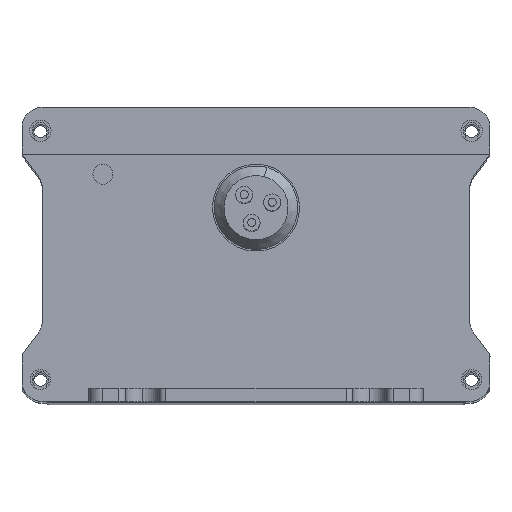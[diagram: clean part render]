
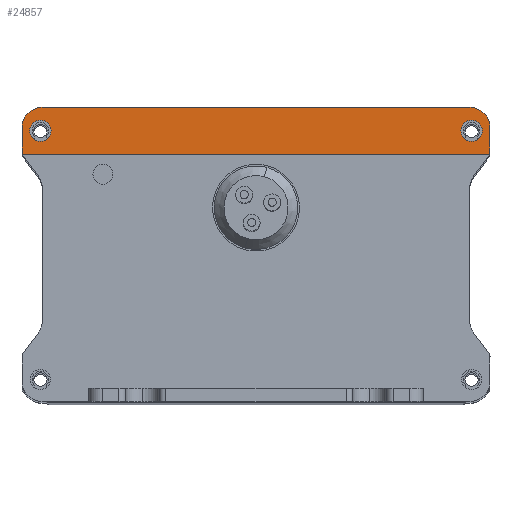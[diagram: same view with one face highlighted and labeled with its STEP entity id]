
A CAD part, top view. The second image highlights one B-rep face of the part: STEP entity #24857.
In plain terms, the highlighted planar face has unit normal (0, 0, 1).
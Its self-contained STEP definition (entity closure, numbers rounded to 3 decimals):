
#10739 = CARTESIAN_POINT ( 'NONE',  ( -33.85, 40.5, 2.5 ) ) ;
#10755 = CIRCLE ( 'NONE', #10974, 3. ) ;
#10853 = CARTESIAN_POINT ( 'NONE',  ( 30.65, 40.5, 2.5 ) ) ;
#10856 = DIRECTION ( 'NONE',  ( -1., 0., 0. ) ) ;
#10857 = DIRECTION ( 'NONE',  ( 0., 0., -1. ) ) ;
#10858 = CARTESIAN_POINT ( 'NONE',  ( 32.25, 40.5, 2.5 ) ) ;
#10859 = AXIS2_PLACEMENT_3D ( 'NONE', #10858, #10857, #10856 ) ;
#10860 = CIRCLE ( 'NONE', #10859, 1.6 ) ;
#10865 = DIRECTION ( 'NONE',  ( 1., 0., 0. ) ) ;
#10866 = DIRECTION ( 'NONE',  ( 0., 0., 1. ) ) ;
#10867 = CARTESIAN_POINT ( 'NONE',  ( -32.25, 40.5, 2.5 ) ) ;
#10868 = AXIS2_PLACEMENT_3D ( 'NONE', #10867, #10866, #10865 ) ;
#10869 = CIRCLE ( 'NONE', #10868, 1.6 ) ;
#10887 = CARTESIAN_POINT ( 'NONE',  ( 33.85, 40.5, 2.5 ) ) ;
#10919 = CARTESIAN_POINT ( 'NONE',  ( -30.65, 40.5, 2.5 ) ) ;
#10974 = AXIS2_PLACEMENT_3D ( 'NONE', #10982, #10990, #11435 ) ;
#10982 = CARTESIAN_POINT ( 'NONE',  ( 32., 41., 2.5 ) ) ;
#10990 = DIRECTION ( 'NONE',  ( 0., 0., 1. ) ) ;
#11404 = CIRCLE ( 'NONE', #11409, 3. ) ;
#11409 = AXIS2_PLACEMENT_3D ( 'NONE', #11443, #11432, #11431 ) ;
#11431 = DIRECTION ( 'NONE',  ( 1., 0., 0. ) ) ;
#11432 = DIRECTION ( 'NONE',  ( 0., 0., 1. ) ) ;
#11435 = DIRECTION ( 'NONE',  ( 1., 0., 0. ) ) ;
#11436 = DIRECTION ( 'NONE',  ( 0., 1., 0. ) ) ;
#11437 = VECTOR ( 'NONE', #11436, 1000. ) ;
#11438 = CARTESIAN_POINT ( 'NONE',  ( 35., 37., 2.5 ) ) ;
#11443 = CARTESIAN_POINT ( 'NONE',  ( -32., 41., 2.5 ) ) ;
#11447 = LINE ( 'NONE', #11438, #11437 ) ;
#11463 = LINE ( 'NONE', #11514, #11513 ) ;
#11481 = CARTESIAN_POINT ( 'NONE',  ( 35., 41., 2.5 ) ) ;
#11482 = CARTESIAN_POINT ( 'NONE',  ( -32., 44., 2.5 ) ) ;
#11485 = CIRCLE ( 'NONE', #11510, 1.6 ) ;
#11492 = CARTESIAN_POINT ( 'NONE',  ( -32.25, 40.5, 2.5 ) ) ;
#11496 = CARTESIAN_POINT ( 'NONE',  ( 32., 44., 2.5 ) ) ;
#11510 = AXIS2_PLACEMENT_3D ( 'NONE', #11492, #11532, #11531 ) ;
#11512 = DIRECTION ( 'NONE',  ( 0., -1., 0. ) ) ;
#11513 = VECTOR ( 'NONE', #11512, 1000. ) ;
#11514 = CARTESIAN_POINT ( 'NONE',  ( -35., 41., 2.5 ) ) ;
#11519 = DIRECTION ( 'NONE',  ( -1., 0., 0. ) ) ;
#11520 = VECTOR ( 'NONE', #11519, 1000. ) ;
#11521 = CARTESIAN_POINT ( 'NONE',  ( 32., 44., 2.5 ) ) ;
#11522 = LINE ( 'NONE', #11521, #11520 ) ;
#11524 = CARTESIAN_POINT ( 'NONE',  ( 35., 37., 2.5 ) ) ;
#11531 = DIRECTION ( 'NONE',  ( 1., 0., 0. ) ) ;
#11532 = DIRECTION ( 'NONE',  ( 0., 0., 1. ) ) ;
#11543 = PLANE ( 'NONE',  #11550 ) ;
#11544 = FACE_BOUND ( 'NONE', #24899, .T. ) ;
#11546 = FACE_BOUND ( 'NONE', #24809, .T. ) ;
#11550 = AXIS2_PLACEMENT_3D ( 'NONE', #11595, #11594, #11593 ) ;
#11554 = CARTESIAN_POINT ( 'NONE',  ( -35., 37., 2.5 ) ) ;
#11582 = DIRECTION ( 'NONE',  ( 1., 0., 0. ) ) ;
#11583 = VECTOR ( 'NONE', #11582, 1000. ) ;
#11584 = CARTESIAN_POINT ( 'NONE',  ( -35., 37., 2.5 ) ) ;
#11585 = LINE ( 'NONE', #11584, #11583 ) ;
#11586 = CARTESIAN_POINT ( 'NONE',  ( -35., 41., 2.5 ) ) ;
#11593 = DIRECTION ( 'NONE',  ( 1., 0., 0. ) ) ;
#11594 = DIRECTION ( 'NONE',  ( 0., 0., 1. ) ) ;
#11595 = CARTESIAN_POINT ( 'NONE',  ( 32., 41., 2.5 ) ) ;
#11597 = FACE_OUTER_BOUND ( 'NONE', #24944, .T. ) ;
#11609 = DIRECTION ( 'NONE',  ( -1., 0., 0. ) ) ;
#11610 = DIRECTION ( 'NONE',  ( 0., 0., -1. ) ) ;
#11611 = CARTESIAN_POINT ( 'NONE',  ( 32.25, 40.5, 2.5 ) ) ;
#11612 = CIRCLE ( 'NONE', #11621, 1.6 ) ;
#11621 = AXIS2_PLACEMENT_3D ( 'NONE', #11611, #11610, #11609 ) ;
#24120 = VERTEX_POINT ( 'NONE', #10853 ) ;
#24171 = EDGE_CURVE ( 'NONE', #24278, #24231, #10869, .T. ) ;
#24175 = VERTEX_POINT ( 'NONE', #10887 ) ;
#24177 = EDGE_CURVE ( 'NONE', #24175, #24120, #10860, .T. ) ;
#24231 = VERTEX_POINT ( 'NONE', #10919 ) ;
#24278 = VERTEX_POINT ( 'NONE', #10739 ) ;
#24685 = ORIENTED_EDGE ( 'NONE', *, *, #24805, .F. ) ;
#24748 = EDGE_CURVE ( 'NONE', #24818, #24757, #11447, .T. ) ;
#24750 = EDGE_CURVE ( 'NONE', #24760, #24871, #11404, .T. ) ;
#24755 = EDGE_CURVE ( 'NONE', #24757, #24790, #10755, .T. ) ;
#24757 = VERTEX_POINT ( 'NONE', #11481 ) ;
#24760 = VERTEX_POINT ( 'NONE', #11482 ) ;
#24768 = EDGE_CURVE ( 'NONE', #24871, #24854, #11463, .T. ) ;
#24776 = ORIENTED_EDGE ( 'NONE', *, *, #24768, .T. ) ;
#24790 = VERTEX_POINT ( 'NONE', #11496 ) ;
#24793 = ORIENTED_EDGE ( 'NONE', *, *, #24750, .T. ) ;
#24802 = ORIENTED_EDGE ( 'NONE', *, *, #24824, .T. ) ;
#24805 = EDGE_CURVE ( 'NONE', #24231, #24278, #11485, .T. ) ;
#24809 = EDGE_LOOP ( 'NONE', ( #24685, #24907 ) ) ;
#24818 = VERTEX_POINT ( 'NONE', #11524 ) ;
#24823 = ORIENTED_EDGE ( 'NONE', *, *, #24755, .T. ) ;
#24824 = EDGE_CURVE ( 'NONE', #24790, #24760, #11522, .T. ) ;
#24854 = VERTEX_POINT ( 'NONE', #11554 ) ;
#24857 = ADVANCED_FACE ( 'NONE', ( #11597, #11546, #11544 ), #11543, .T. ) ;
#24858 = ORIENTED_EDGE ( 'NONE', *, *, #24748, .T. ) ;
#24859 = ORIENTED_EDGE ( 'NONE', *, *, #24867, .T. ) ;
#24867 = EDGE_CURVE ( 'NONE', #24854, #24818, #11585, .T. ) ;
#24871 = VERTEX_POINT ( 'NONE', #11586 ) ;
#24899 = EDGE_LOOP ( 'NONE', ( #24920, #24928 ) ) ;
#24903 = EDGE_CURVE ( 'NONE', #24120, #24175, #11612, .T. ) ;
#24907 = ORIENTED_EDGE ( 'NONE', *, *, #24171, .F. ) ;
#24920 = ORIENTED_EDGE ( 'NONE', *, *, #24177, .T. ) ;
#24928 = ORIENTED_EDGE ( 'NONE', *, *, #24903, .T. ) ;
#24944 = EDGE_LOOP ( 'NONE', ( #24776, #24859, #24858, #24823, #24802, #24793 ) ) ;
